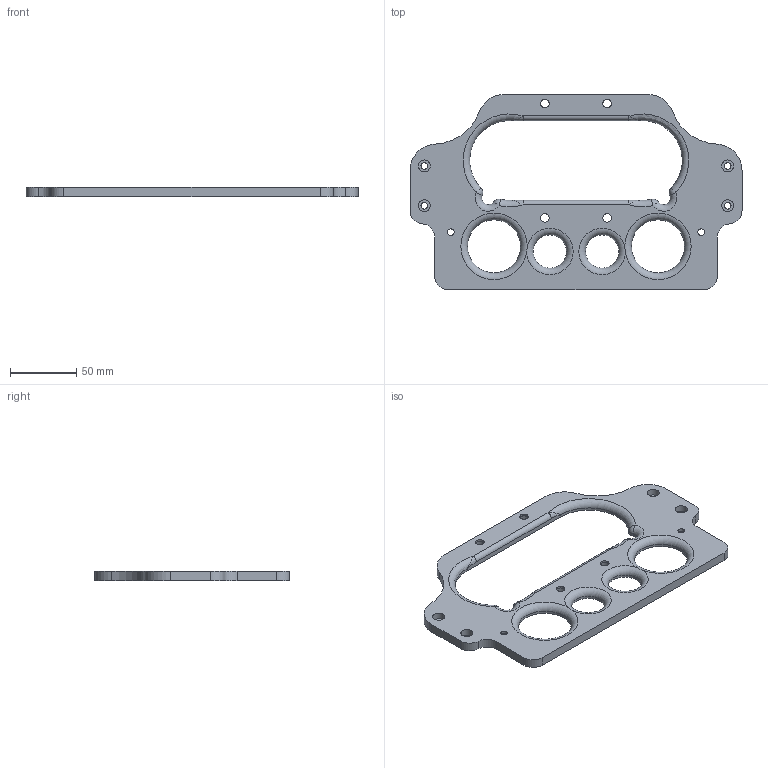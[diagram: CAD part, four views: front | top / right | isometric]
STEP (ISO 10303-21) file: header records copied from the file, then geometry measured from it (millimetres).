
FILE_DESCRIPTION(/* description */ (''),/* implementation_level */ '2;1');
FILE_NAME(/* name */ '021_MAKITA_Adapter.step',/* time_stamp */ '2025-11-22T19:19:24+01:00',/* author */ (''),/* organization */ (''),/* preprocessor_version */ 'ST-DEVELOPER v20.1',/* originating_system */ 'Autodesk Translation Framework v14.21.0.0',/* authorisation */ '');
FILE_SCHEMA (('AUTOMOTIVE_DESIGN { 1 0 10303 214 3 1 1 }'));
Length unit declared in the file: millimetre
Products named in the file (2): 2025-11-22-13-23-39-459; 2025-11-22-14-30-23-646
Assembly tree (1 placements, depth 2):
  2025-11-22-13-23-39-459
    2025-11-22-14-30-23-646
Bounding box: 250 x 147 x 7 mm (x, y, z)
Volume: 122910.4 mm3; surface area: 47646.6 mm2
Topology: 1 solids, 1 shells, 90 faces, 222 edges, 142 vertices
Faces by surface type: cylinder 51, plane 21, torus 10, sphere 4, bspline 4
Full cylindrical faces by diameter (mm): 5 x6, 6.5 x4, 8 x2, 9 x8, 25 x2, 40 x2
Entity records: 3421 total; most frequent: CARTESIAN_POINT 1076, DIRECTION 523, ORIENTED_EDGE 444, AXIS2_PLACEMENT_3D 223, EDGE_CURVE 222, VERTEX_POINT 142, CIRCLE 133, EDGE_LOOP 128
